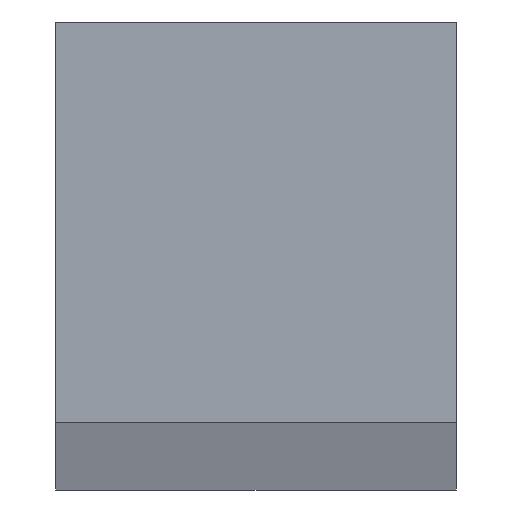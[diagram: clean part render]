
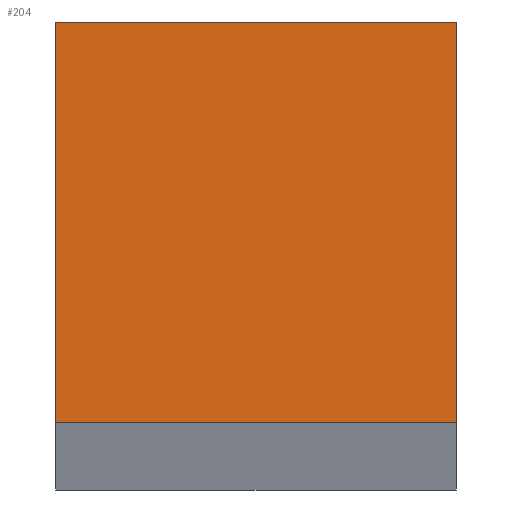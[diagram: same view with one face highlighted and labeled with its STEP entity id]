
A CAD part, top view. The second image highlights one B-rep face of the part: STEP entity #204.
In plain terms, the highlighted planar face has unit normal (0, 0, 1).
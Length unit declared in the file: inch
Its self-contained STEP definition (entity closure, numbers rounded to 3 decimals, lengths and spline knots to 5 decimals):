
#15 = LINE ( 'NONE', #52, #69 ) ;
#16 = CARTESIAN_POINT ( 'NONE',  ( 0.0625, -0.0625, 6. ) ) ;
#32 = CARTESIAN_POINT ( 'NONE',  ( -0.0625, 0.0625, 6. ) ) ;
#38 = CARTESIAN_POINT ( 'NONE',  ( 0.0625, 0.0625, 6. ) ) ;
#43 = VECTOR ( 'NONE', #181, 39.37008 ) ;
#49 = CARTESIAN_POINT ( 'NONE',  ( -0.0625, -0.0625, 6. ) ) ;
#50 = VECTOR ( 'NONE', #79, 39.37008 ) ;
#51 = EDGE_CURVE ( 'NONE', #76, #141, #67, .T. ) ;
#52 = CARTESIAN_POINT ( 'NONE',  ( -0.0625, -0.0625, 6. ) ) ;
#56 = EDGE_LOOP ( 'NONE', ( #167, #84, #211, #195 ) ) ;
#59 = CARTESIAN_POINT ( 'NONE',  ( -0.0625, -0.0625, 6. ) ) ;
#67 = LINE ( 'NONE', #59, #50 ) ;
#69 = VECTOR ( 'NONE', #137, 39.37008 ) ;
#73 = LINE ( 'NONE', #169, #186 ) ;
#76 = VERTEX_POINT ( 'NONE', #49 ) ;
#79 = DIRECTION ( 'NONE',  ( 1., 0., 0. ) ) ;
#82 = VERTEX_POINT ( 'NONE', #32 ) ;
#84 = ORIENTED_EDGE ( 'NONE', *, *, #176, .T. ) ;
#91 = VERTEX_POINT ( 'NONE', #38 ) ;
#109 = LINE ( 'NONE', #168, #43 ) ;
#129 = AXIS2_PLACEMENT_3D ( 'NONE', #183, #179, #173 ) ;
#137 = DIRECTION ( 'NONE',  ( 0., -1., 0. ) ) ;
#141 = VERTEX_POINT ( 'NONE', #16 ) ;
#167 = ORIENTED_EDGE ( 'NONE', *, *, #210, .T. ) ;
#168 = CARTESIAN_POINT ( 'NONE',  ( 0.0625, -0.0625, 6. ) ) ;
#169 = CARTESIAN_POINT ( 'NONE',  ( -0.0625, 0.0625, 6. ) ) ;
#170 = EDGE_CURVE ( 'NONE', #82, #76, #15, .T. ) ;
#173 = DIRECTION ( 'NONE',  ( -1., 0., 0. ) ) ;
#174 = FACE_OUTER_BOUND ( 'NONE', #56, .T. ) ;
#176 = EDGE_CURVE ( 'NONE', #91, #82, #73, .T. ) ;
#177 = DIRECTION ( 'NONE',  ( -1., 0., 0. ) ) ;
#179 = DIRECTION ( 'NONE',  ( 0., 0., -1. ) ) ;
#181 = DIRECTION ( 'NONE',  ( 0., 1., 0. ) ) ;
#183 = CARTESIAN_POINT ( 'NONE',  ( 0.0625, 0.0625, 6. ) ) ;
#185 = PLANE ( 'NONE',  #129 ) ;
#186 = VECTOR ( 'NONE', #177, 39.37008 ) ;
#195 = ORIENTED_EDGE ( 'NONE', *, *, #51, .T. ) ;
#204 = ADVANCED_FACE ( 'NONE', ( #174 ), #185, .F. ) ;
#210 = EDGE_CURVE ( 'NONE', #141, #91, #109, .T. ) ;
#211 = ORIENTED_EDGE ( 'NONE', *, *, #170, .T. ) ;
